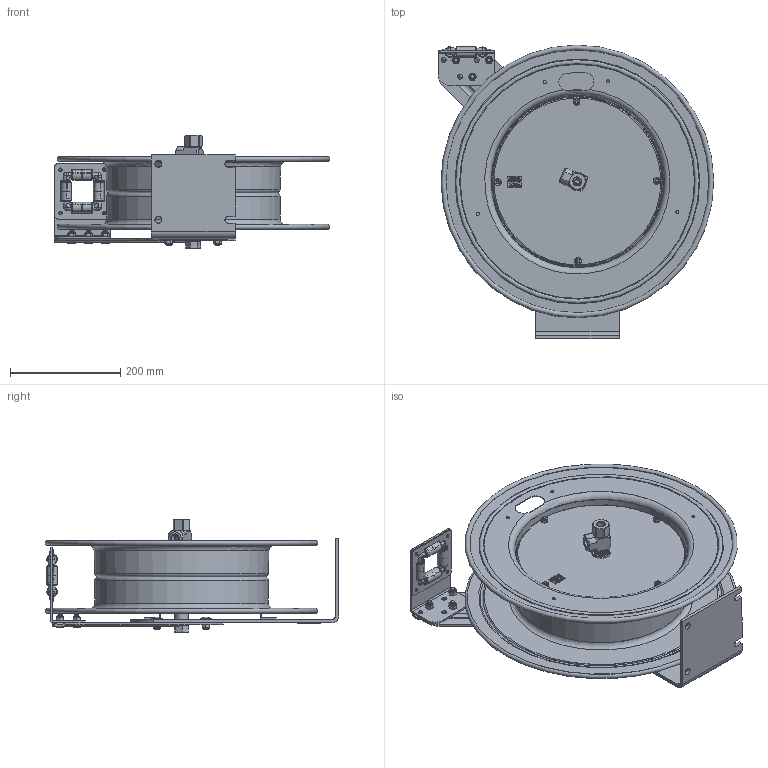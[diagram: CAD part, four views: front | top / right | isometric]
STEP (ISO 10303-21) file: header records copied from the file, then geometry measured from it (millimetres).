
FILE_DESCRIPTION(/* description */ (''),/* implementation_level */ '2;1');
FILE_NAME(/* name */ 'SHL-N-360_SHARED.stp',/* time_stamp */ '2020-02-11T09:10:34-07:00',/* author */ ('NMelton'),/* organization */ (''),/* preprocessor_version */ 'ST-DEVELOPER v17',/* originating_system */ 'Autodesk Inventor 2019',/* authorisation */ '');
FILE_SCHEMA (('AUTOMOTIVE_DESIGN { 1 0 10303 214 3 1 1 }'));
Products named in the file (1): SHL-N-360_SHARED
Bounding box: 500.2 x 533.39 x 206.76 mm (x, y, z)
Surface area: 1442776.7 mm2 (no closed solid volume)
Topology: 0 solids, 133 shells, 2525 faces, 10912 edges, 8114 vertices
Faces by surface type: plane 1326, cylinder 483, bspline 456, cone 163, torus 61, sphere 36
Full cylindrical faces by diameter (mm): 2.159 x2, 2.54 x1, 3.048 x1, 4.699 x4, 5.556 x1, 5.588 x5, 6.35 x9, 7.137 x1, 7.938 x3, 8.731 x7, 8.89 x1, 10.414 x1, 11.43 x3, 12.192 x7, 12.7 x2, 14.224 x1, 14.859 x1, 15.875 x1, 17.882 x1, 19.05 x5, 20.574 x1, 20.625 x1, 25.362 x1, 28.575 x1, 31.623 x1, 33.274 x1, 306.324 x1, 308.747 x1, 311.912 x1, 314.95 x1
Entity records: 118933 total; most frequent: CARTESIAN_POINT 34481, ORIENTED_EDGE 15967, DIRECTION 14573, EDGE_CURVE 10867, VERTEX_POINT 8114, LINE 6257, VECTOR 6257, AXIS2_PLACEMENT_3D 4158
